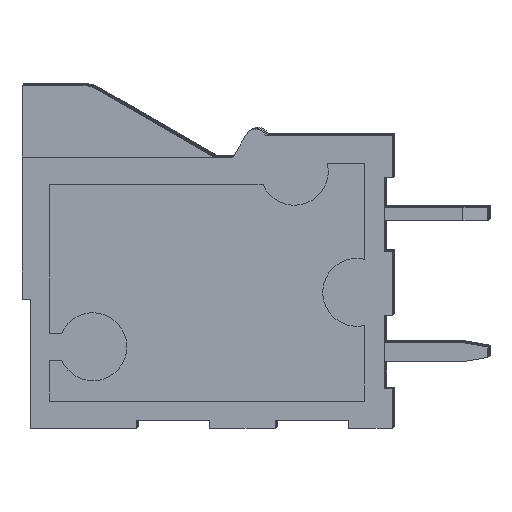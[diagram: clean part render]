
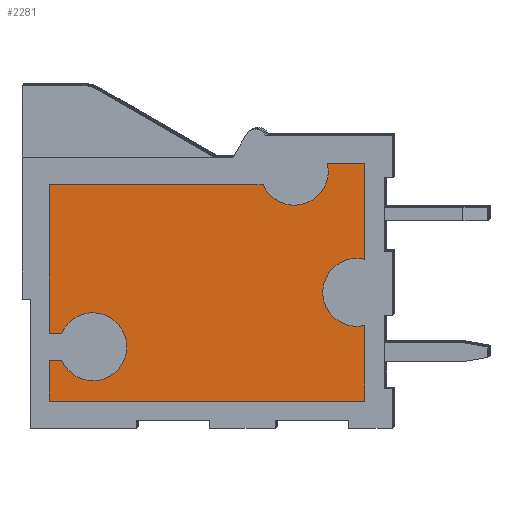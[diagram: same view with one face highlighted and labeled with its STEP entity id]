
A CAD part, left-side view. The second image highlights one B-rep face of the part: STEP entity #2281.
In plain terms, the highlighted planar face has unit normal (-1, 0, 0).
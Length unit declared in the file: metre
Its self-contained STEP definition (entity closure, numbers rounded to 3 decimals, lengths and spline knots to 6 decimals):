
#292=CIRCLE('',#2507,0.00125);
#293=CIRCLE('',#2513,0.00125);
#294=CIRCLE('',#2518,0.00125);
#847=ORIENTED_EDGE('',*,*,#1118,.F.);
#848=ORIENTED_EDGE('',*,*,#1140,.T.);
#849=ORIENTED_EDGE('',*,*,#1138,.F.);
#850=ORIENTED_EDGE('',*,*,#1136,.F.);
#851=ORIENTED_EDGE('',*,*,#1134,.T.);
#852=ORIENTED_EDGE('',*,*,#1132,.F.);
#853=ORIENTED_EDGE('',*,*,#1130,.T.);
#854=ORIENTED_EDGE('',*,*,#1128,.F.);
#855=ORIENTED_EDGE('',*,*,#1126,.F.);
#856=ORIENTED_EDGE('',*,*,#1124,.F.);
#857=ORIENTED_EDGE('',*,*,#1122,.T.);
#858=ORIENTED_EDGE('',*,*,#1120,.T.);
#1118=EDGE_CURVE('',#1317,#1318,#292,.T.);
#1120=EDGE_CURVE('',#1319,#1318,#1571,.T.);
#1122=EDGE_CURVE('',#1320,#1319,#1573,.T.);
#1124=EDGE_CURVE('',#1320,#1321,#1575,.T.);
#1126=EDGE_CURVE('',#1321,#1322,#1577,.T.);
#1128=EDGE_CURVE('',#1322,#1323,#293,.T.);
#1130=EDGE_CURVE('',#1324,#1323,#1580,.T.);
#1132=EDGE_CURVE('',#1324,#1325,#1582,.T.);
#1134=EDGE_CURVE('',#1326,#1325,#1584,.T.);
#1136=EDGE_CURVE('',#1326,#1327,#294,.T.);
#1138=EDGE_CURVE('',#1327,#1328,#1587,.T.);
#1140=EDGE_CURVE('',#1317,#1328,#1589,.T.);
#1317=VERTEX_POINT('',#3761);
#1318=VERTEX_POINT('',#3763);
#1319=VERTEX_POINT('',#3767);
#1320=VERTEX_POINT('',#3771);
#1321=VERTEX_POINT('',#3775);
#1322=VERTEX_POINT('',#3779);
#1323=VERTEX_POINT('',#3783);
#1324=VERTEX_POINT('',#3787);
#1325=VERTEX_POINT('',#3791);
#1326=VERTEX_POINT('',#3795);
#1327=VERTEX_POINT('',#3799);
#1328=VERTEX_POINT('',#3803);
#1571=LINE('',#3766,#1832);
#1573=LINE('',#3770,#1834);
#1575=LINE('',#3774,#1836);
#1577=LINE('',#3778,#1838);
#1580=LINE('',#3786,#1841);
#1582=LINE('',#3790,#1843);
#1584=LINE('',#3794,#1845);
#1587=LINE('',#3802,#1848);
#1589=LINE('',#3806,#1850);
#1832=VECTOR('',#3083,1.);
#1834=VECTOR('',#3087,1.);
#1836=VECTOR('',#3091,1.);
#1838=VECTOR('',#3095,1.);
#1841=VECTOR('',#3104,1.);
#1843=VECTOR('',#3108,1.);
#1845=VECTOR('',#3112,1.);
#1848=VECTOR('',#3121,1.);
#1850=VECTOR('',#3125,1.);
#1962=EDGE_LOOP('',(#847,#848,#849,#850,#851,#852,#853,#854,#855,#856,#857,
#858));
#2074=FACE_BOUND('',#1962,.T.);
#2173=PLANE('',#2521);
#2281=ADVANCED_FACE('',(#2074),#2173,.T.);
#2507=AXIS2_PLACEMENT_3D('',#3762,#3078,#3079);
#2513=AXIS2_PLACEMENT_3D('',#3782,#3099,#3100);
#2518=AXIS2_PLACEMENT_3D('',#3798,#3116,#3117);
#2521=AXIS2_PLACEMENT_3D('',#3807,#3126,#3127);
#3078=DIRECTION('',(-1.,0.,0.));
#3079=DIRECTION('',(0.,0.,1.));
#3083=DIRECTION('',(0.,0.,1.));
#3087=DIRECTION('',(0.,-1.,0.));
#3091=DIRECTION('',(0.,0.,1.));
#3095=DIRECTION('',(0.,-1.,0.));
#3099=DIRECTION('',(-1.,0.,0.));
#3100=DIRECTION('',(0.,0.,1.));
#3104=DIRECTION('',(0.,-1.,0.));
#3108=DIRECTION('',(0.,0.,1.));
#3112=DIRECTION('',(0.,1.,0.));
#3116=DIRECTION('',(-1.,0.,0.));
#3117=DIRECTION('',(0.,0.,1.));
#3121=DIRECTION('',(0.,-1.,0.));
#3125=DIRECTION('',(0.,0.,1.));
#3126=DIRECTION('',(-1.,0.,0.));
#3127=DIRECTION('',(0.,0.,1.));
#3761=CARTESIAN_POINT('',(0.0015,0.001,-0.006387));
#3762=CARTESIAN_POINT('',(0.0015,0.0013,-0.0076));
#3763=CARTESIAN_POINT('',(0.0015,0.001,-0.008813));
#3766=CARTESIAN_POINT('',(0.0015,0.001,0.));
#3767=CARTESIAN_POINT('',(0.0015,0.001,-0.0116));
#3770=CARTESIAN_POINT('',(0.0015,0.,-0.0116));
#3771=CARTESIAN_POINT('',(0.0015,0.0126,-0.0116));
#3774=CARTESIAN_POINT('',(0.0015,0.0126,0.));
#3775=CARTESIAN_POINT('',(0.0015,0.0126,-0.0101));
#3778=CARTESIAN_POINT('',(0.0015,0.,-0.0101));
#3779=CARTESIAN_POINT('',(0.0015,0.012146,-0.0101));
#3782=CARTESIAN_POINT('',(0.0015,0.011,-0.0096));
#3783=CARTESIAN_POINT('',(0.0015,0.012146,-0.0091));
#3786=CARTESIAN_POINT('',(0.0015,0.,-0.0091));
#3787=CARTESIAN_POINT('',(0.0015,0.0126,-0.0091));
#3790=CARTESIAN_POINT('',(0.0015,0.0126,0.));
#3791=CARTESIAN_POINT('',(0.0015,0.0126,-0.00365));
#3794=CARTESIAN_POINT('',(0.0015,0.,-0.00365));
#3795=CARTESIAN_POINT('',(0.0015,0.004746,-0.00365));
#3798=CARTESIAN_POINT('',(0.0015,0.0036,-0.00315));
#3799=CARTESIAN_POINT('',(0.0015,0.002387,-0.00285));
#3802=CARTESIAN_POINT('',(0.0015,0.,-0.00285));
#3803=CARTESIAN_POINT('',(0.0015,0.001,-0.00285));
#3806=CARTESIAN_POINT('',(0.0015,0.001,0.));
#3807=CARTESIAN_POINT('',(0.0015,0.,0.));
